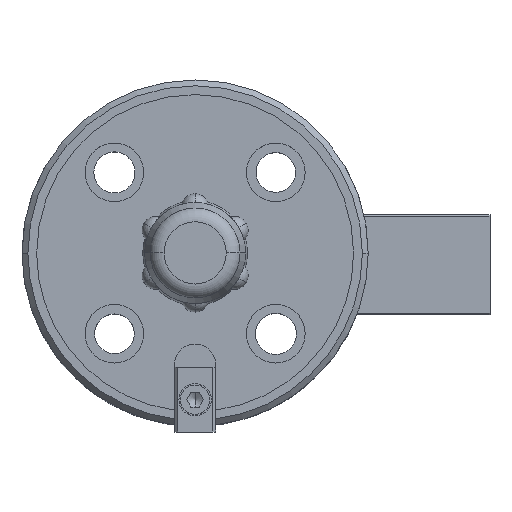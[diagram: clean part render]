
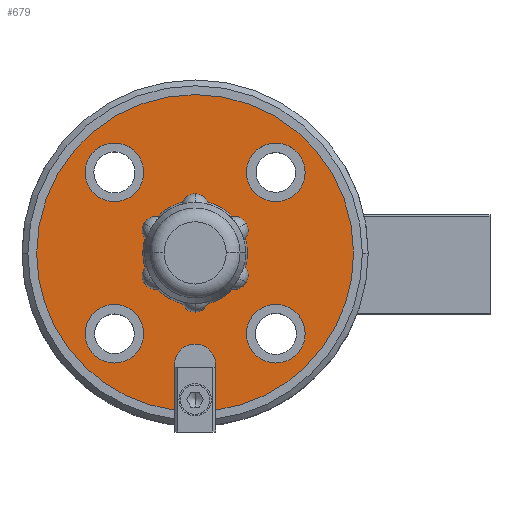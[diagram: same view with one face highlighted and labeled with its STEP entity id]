
A CAD part, top view. The second image highlights one B-rep face of the part: STEP entity #679.
In plain terms, the highlighted planar face has unit normal (0, 0, 1).
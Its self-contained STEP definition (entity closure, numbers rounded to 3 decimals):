
#667=VERTEX_POINT('',#1892);
#679=ADVANCED_FACE('',(#1905,#1906,#1907,#1908,#1909,#1910),#1911,.T.);
#699=VERTEX_POINT('',#1932);
#757=EDGE_CURVE('',#973,#1779,#2002,.T.);
#927=EDGE_CURVE('',#1323,#1097,#2200,.T.);
#963=VERTEX_POINT('',#2239);
#969=VERTEX_POINT('',#2245);
#973=VERTEX_POINT('',#2249);
#975=EDGE_CURVE('',#667,#969,#2251,.T.);
#1003=EDGE_CURVE('',#699,#1603,#2282,.T.);
#1057=VERTEX_POINT('',#2340);
#1059=EDGE_CURVE('',#1779,#973,#2342,.T.);
#1069=VERTEX_POINT('',#2352);
#1073=VERTEX_POINT('',#2356);
#1097=VERTEX_POINT('',#2383);
#1109=EDGE_CURVE('',#1309,#667,#2399,.T.);
#1197=EDGE_CURVE('',#1073,#1057,#2495,.T.);
#1271=EDGE_CURVE('',#1415,#1069,#2580,.T.);
#1293=EDGE_CURVE('',#1069,#1415,#2606,.T.);
#1309=VERTEX_POINT('',#2625);
#1323=VERTEX_POINT('',#2641);
#1389=EDGE_CURVE('',#969,#1603,#2711,.T.);
#1403=EDGE_CURVE('',#1057,#1073,#2729,.T.);
#1415=VERTEX_POINT('',#2742);
#1433=EDGE_CURVE('',#1767,#1559,#2763,.T.);
#1513=EDGE_CURVE('',#1309,#963,#2851,.T.);
#1559=VERTEX_POINT('',#2902);
#1561=EDGE_CURVE('',#963,#699,#2904,.T.);
#1591=EDGE_CURVE('',#1097,#1323,#2940,.T.);
#1603=VERTEX_POINT('',#2954);
#1631=EDGE_CURVE('',#1559,#1767,#2983,.T.);
#1767=VERTEX_POINT('',#3135);
#1779=VERTEX_POINT('',#3149);
#1892=CARTESIAN_POINT('',(-7.,-38.0,40.0));
#1905=FACE_BOUND('',#3283,.T.);
#1906=FACE_OUTER_BOUND('',#3284,.T.);
#1907=FACE_BOUND('',#3285,.T.);
#1908=FACE_BOUND('',#3286,.T.);
#1909=FACE_BOUND('',#3287,.T.);
#1910=FACE_BOUND('',#3288,.T.);
#1911=PLANE('',#3289);
#1932=CARTESIAN_POINT('',(54.,0.,40.0));
#2002=CIRCLE('',#3429,17.85);
#2200=CIRCLE('',#3718,10.0);
#2239=CARTESIAN_POINT('',(-54.0,0.,40.0));
#2245=CARTESIAN_POINT('',(7.,-38.0,40.0));
#2249=CARTESIAN_POINT('',(-17.85,0.,40.0));
#2251=CIRCLE('',#3821,7.0);
#2282=CIRCLE('',#3934,54.0);
#2340=CARTESIAN_POINT('',(17.5,27.5,40.0));
#2342=CIRCLE('',#4143,17.85);
#2352=CARTESIAN_POINT('',(-17.5,-27.5,40.0));
#2356=CARTESIAN_POINT('',(37.5,27.5,40.0));
#2383=CARTESIAN_POINT('',(-37.5,27.5,40.0));
#2399=LINE('',#4211,#4212);
#2495=CIRCLE('',#4434,10.0);
#2580=CIRCLE('',#4563,10.0);
#2606=CIRCLE('',#4598,10.0);
#2625=CARTESIAN_POINT('',(-7.,-53.544,40.0));
#2641=CARTESIAN_POINT('',(-17.5,27.5,40.0));
#2711=LINE('',#4848,#4849);
#2729=CIRCLE('',#4870,10.0);
#2742=CARTESIAN_POINT('',(-37.5,-27.5,40.0));
#2763=CIRCLE('',#4915,10.0);
#2851=CIRCLE('',#5057,54.0);
#2902=CARTESIAN_POINT('',(37.5,-27.5,40.0));
#2904=CIRCLE('',#5135,54.0);
#2940=CIRCLE('',#5177,10.0);
#2954=CARTESIAN_POINT('',(7.,-53.544,40.0));
#2983=CIRCLE('',#5233,10.0);
#3135=CARTESIAN_POINT('',(17.5,-27.5,40.0));
#3149=CARTESIAN_POINT('',(17.85,0.,40.0));
#3283=EDGE_LOOP('',(#5625,#5626));
#3284=EDGE_LOOP('',(#5627,#5628,#5629,#5630,#5631,#5632));
#3285=EDGE_LOOP('',(#5633,#5634));
#3286=EDGE_LOOP('',(#5635,#5636));
#3287=EDGE_LOOP('',(#5637,#5638));
#3288=EDGE_LOOP('',(#5639,#5640));
#3289=AXIS2_PLACEMENT_3D('',#5641,#5642,#5643);
#3429=AXIS2_PLACEMENT_3D('',#5754,#5755,#5756);
#3718=AXIS2_PLACEMENT_3D('',#6036,#6037,#6038);
#3821=AXIS2_PLACEMENT_3D('',#6070,#6071,#6072);
#3934=AXIS2_PLACEMENT_3D('',#6106,#6107,#6108);
#4143=AXIS2_PLACEMENT_3D('',#6161,#6162,#6163);
#4211=CARTESIAN_POINT('',(-7.,-15.0,40.0));
#4212=VECTOR('',#6229,10.0);
#4434=AXIS2_PLACEMENT_3D('',#6319,#6320,#6321);
#4563=AXIS2_PLACEMENT_3D('',#6441,#6442,#6443);
#4598=AXIS2_PLACEMENT_3D('',#6490,#6491,#6492);
#4848=CARTESIAN_POINT('',(7.,-29.292,40.0));
#4849=VECTOR('',#6606,10.0);
#4870=AXIS2_PLACEMENT_3D('',#6641,#6642,#6643);
#4915=AXIS2_PLACEMENT_3D('',#6681,#6682,#6683);
#5057=AXIS2_PLACEMENT_3D('',#6771,#6772,#6773);
#5135=AXIS2_PLACEMENT_3D('',#6828,#6829,#6830);
#5177=AXIS2_PLACEMENT_3D('',#6883,#6884,#6885);
#5233=AXIS2_PLACEMENT_3D('',#6923,#6924,#6925);
#5625=ORIENTED_EDGE('',*,*,#757,.T.);
#5626=ORIENTED_EDGE('',*,*,#1059,.T.);
#5627=ORIENTED_EDGE('',*,*,#1109,.T.);
#5628=ORIENTED_EDGE('',*,*,#975,.T.);
#5629=ORIENTED_EDGE('',*,*,#1389,.T.);
#5630=ORIENTED_EDGE('',*,*,#1003,.F.);
#5631=ORIENTED_EDGE('',*,*,#1561,.F.);
#5632=ORIENTED_EDGE('',*,*,#1513,.F.);
#5633=ORIENTED_EDGE('',*,*,#1631,.T.);
#5634=ORIENTED_EDGE('',*,*,#1433,.T.);
#5635=ORIENTED_EDGE('',*,*,#927,.T.);
#5636=ORIENTED_EDGE('',*,*,#1591,.T.);
#5637=ORIENTED_EDGE('',*,*,#1293,.T.);
#5638=ORIENTED_EDGE('',*,*,#1271,.T.);
#5639=ORIENTED_EDGE('',*,*,#1197,.T.);
#5640=ORIENTED_EDGE('',*,*,#1403,.T.);
#5641=CARTESIAN_POINT('',(-35.925,0.,40.0));
#5642=DIRECTION('',(0.0,0.0,1.0));
#5643=DIRECTION('',(-1.0,0.,0.0));
#5754=CARTESIAN_POINT('',(0.,0.,40.0));
#5755=DIRECTION('',(-0.0,0.0,-1.0));
#5756=DIRECTION('',(-1.0,0.,0.0));
#6036=CARTESIAN_POINT('',(-27.5,27.5,40.0));
#6037=DIRECTION('',(0.0,0.0,-1.0));
#6038=DIRECTION('',(1.0,0.0,0.0));
#6070=CARTESIAN_POINT('',(0.,-38.0,40.0));
#6071=DIRECTION('',(0.0,0.0,-1.0));
#6072=DIRECTION('',(1.0,0.0,0.0));
#6106=CARTESIAN_POINT('',(0.,0.,40.0));
#6107=DIRECTION('',(-0.0,0.0,-1.0));
#6108=DIRECTION('',(-1.0,0.,0.0));
#6161=CARTESIAN_POINT('',(0.,0.,40.0));
#6162=DIRECTION('',(-0.0,0.0,-1.0));
#6163=DIRECTION('',(-1.0,0.,0.0));
#6229=DIRECTION('',(0.0,1.0,0.0));
#6319=CARTESIAN_POINT('',(27.5,27.5,40.0));
#6320=DIRECTION('',(0.0,0.0,-1.0));
#6321=DIRECTION('',(1.0,0.0,0.0));
#6441=CARTESIAN_POINT('',(-27.5,-27.5,40.0));
#6442=DIRECTION('',(0.0,0.0,-1.0));
#6443=DIRECTION('',(1.0,0.0,0.0));
#6490=CARTESIAN_POINT('',(-27.5,-27.5,40.0));
#6491=DIRECTION('',(0.0,0.0,-1.0));
#6492=DIRECTION('',(1.0,0.0,0.0));
#6606=DIRECTION('',(0.0,-1.0,0.0));
#6641=CARTESIAN_POINT('',(27.5,27.5,40.0));
#6642=DIRECTION('',(0.0,0.0,-1.0));
#6643=DIRECTION('',(1.0,0.0,0.0));
#6681=CARTESIAN_POINT('',(27.5,-27.5,40.0));
#6682=DIRECTION('',(0.0,0.0,-1.0));
#6683=DIRECTION('',(1.0,0.0,0.0));
#6771=CARTESIAN_POINT('',(0.,0.,40.0));
#6772=DIRECTION('',(-0.0,0.0,-1.0));
#6773=DIRECTION('',(-1.0,0.,0.0));
#6828=CARTESIAN_POINT('',(0.,0.,40.0));
#6829=DIRECTION('',(-0.0,0.0,-1.0));
#6830=DIRECTION('',(-1.0,0.,0.0));
#6883=CARTESIAN_POINT('',(-27.5,27.5,40.0));
#6884=DIRECTION('',(0.0,0.0,-1.0));
#6885=DIRECTION('',(1.0,0.0,0.0));
#6923=CARTESIAN_POINT('',(27.5,-27.5,40.0));
#6924=DIRECTION('',(0.0,0.0,-1.0));
#6925=DIRECTION('',(1.0,0.0,0.0));
